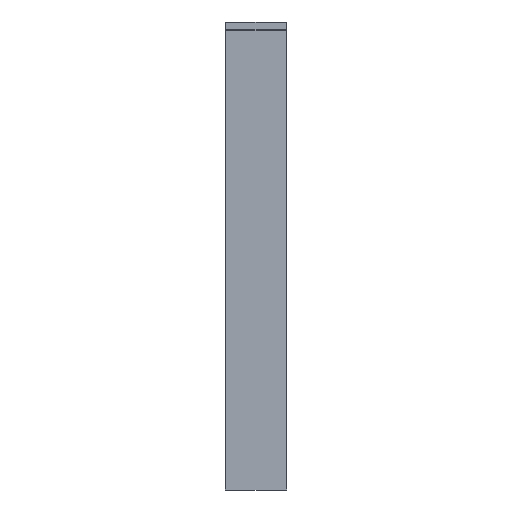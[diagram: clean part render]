
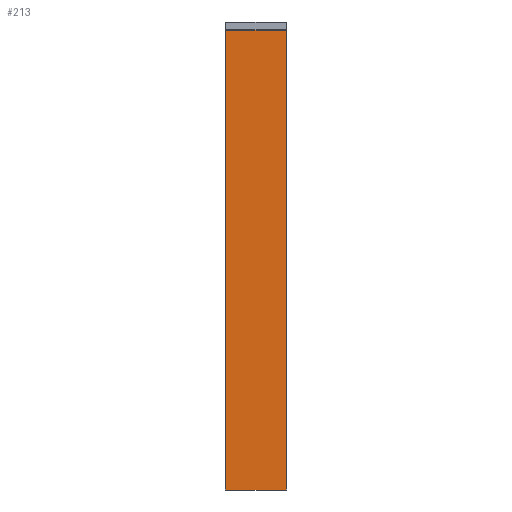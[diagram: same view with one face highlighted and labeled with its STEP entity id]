
A CAD part, front view. The second image highlights one B-rep face of the part: STEP entity #213.
In plain terms, the highlighted planar face has unit normal (0, -1, 0).
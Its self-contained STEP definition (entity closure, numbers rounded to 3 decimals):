
#92 = CARTESIAN_POINT ( 'NONE',  ( 199., 0., 2995.055 ) ) ;
#213 = ADVANCED_FACE ( 'NONE', ( #3333 ), #6089, .F. ) ;
#260 = CARTESIAN_POINT ( 'NONE',  ( 0., 0., 0. ) ) ;
#327 = CARTESIAN_POINT ( 'NONE',  ( 198., 0., 0. ) ) ;
#424 = VERTEX_POINT ( 'NONE', #327 ) ;
#750 = LINE ( 'NONE', #92, #6349 ) ;
#1085 = VERTEX_POINT ( 'NONE', #6318 ) ;
#1291 = CARTESIAN_POINT ( 'NONE',  ( 0., 0., 3050. ) ) ;
#1399 = ORIENTED_EDGE ( 'NONE', *, *, #6698, .T. ) ;
#1424 = VECTOR ( 'NONE', #6303, 1000. ) ;
#1466 = LINE ( 'NONE', #3596, #1424 ) ;
#1716 = LINE ( 'NONE', #5717, #8502 ) ;
#1938 = ORIENTED_EDGE ( 'NONE', *, *, #4200, .F. ) ;
#2781 = DIRECTION ( 'NONE',  ( -1., 0., 0. ) ) ;
#3084 = VECTOR ( 'NONE', #8452, 1000. ) ;
#3333 = FACE_OUTER_BOUND ( 'NONE', #5129, .T. ) ;
#3459 = AXIS2_PLACEMENT_3D ( 'NONE', #1291, #5335, #7458 ) ;
#3596 = CARTESIAN_POINT ( 'NONE',  ( -198., 0., 3050. ) ) ;
#3949 = CARTESIAN_POINT ( 'NONE',  ( 198., 0., 2995.055 ) ) ;
#3963 = CARTESIAN_POINT ( 'NONE',  ( -198., 0., 2995.055 ) ) ;
#4200 = EDGE_CURVE ( 'NONE', #5119, #424, #1716, .T. ) ;
#4236 = ORIENTED_EDGE ( 'NONE', *, *, #6657, .T. ) ;
#4744 = VERTEX_POINT ( 'NONE', #3963 ) ;
#4887 = EDGE_CURVE ( 'NONE', #4744, #1085, #1466, .T. ) ;
#5119 = VERTEX_POINT ( 'NONE', #3949 ) ;
#5129 = EDGE_LOOP ( 'NONE', ( #1938, #4236, #7356, #1399 ) ) ;
#5181 = DIRECTION ( 'NONE',  ( 0., 0., -1. ) ) ;
#5335 = DIRECTION ( 'NONE',  ( 0., 1., 0. ) ) ;
#5717 = CARTESIAN_POINT ( 'NONE',  ( 198., 0., 3050. ) ) ;
#6089 = PLANE ( 'NONE',  #3459 ) ;
#6303 = DIRECTION ( 'NONE',  ( 0., 0., -1. ) ) ;
#6318 = CARTESIAN_POINT ( 'NONE',  ( -198., 0., 0. ) ) ;
#6349 = VECTOR ( 'NONE', #2781, 1000. ) ;
#6657 = EDGE_CURVE ( 'NONE', #5119, #4744, #750, .T. ) ;
#6698 = EDGE_CURVE ( 'NONE', #1085, #424, #7656, .T. ) ;
#7356 = ORIENTED_EDGE ( 'NONE', *, *, #4887, .T. ) ;
#7458 = DIRECTION ( 'NONE',  ( -1., 0., 0. ) ) ;
#7656 = LINE ( 'NONE', #260, #3084 ) ;
#8452 = DIRECTION ( 'NONE',  ( 1., 0., 0. ) ) ;
#8502 = VECTOR ( 'NONE', #5181, 1000. ) ;
